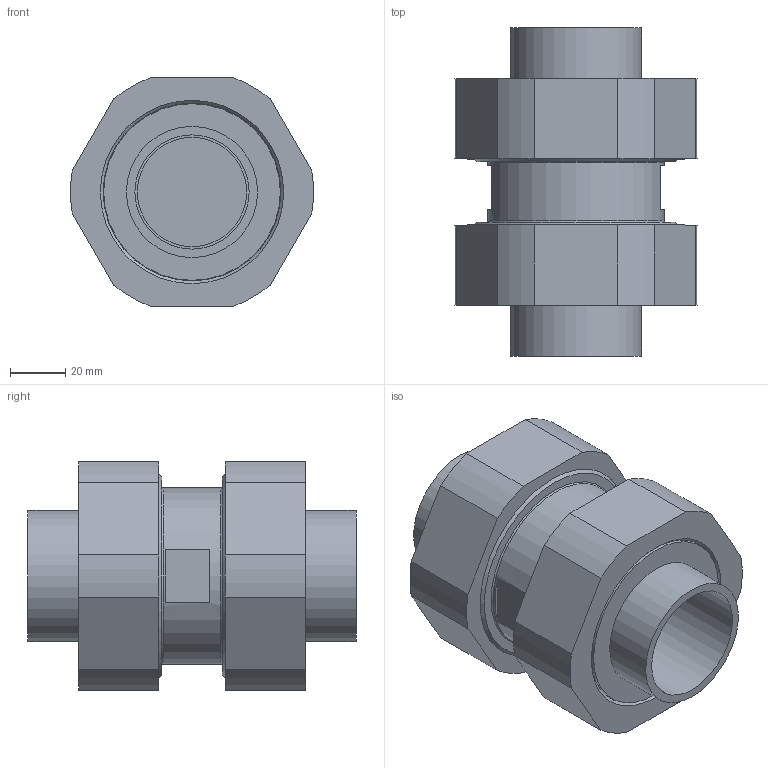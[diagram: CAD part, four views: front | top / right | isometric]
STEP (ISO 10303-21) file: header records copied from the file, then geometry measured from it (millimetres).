
FILE_DESCRIPTION(/* description */ (''),/* implementation_level */ '2;1');
FILE_NAME(/* name */ '304789A_Simplify_1.stp',/* time_stamp */ '2025-08-20T14:48:29-05:00',/* author */ ('ischreiner'),/* organization */ (''),/* preprocessor_version */ 'ST-DEVELOPER v20',/* originating_system */ 'Autodesk Inventor 2025',/* authorisation */ '');
FILE_SCHEMA (('AUTOMOTIVE_DESIGN { 1 0 10303 214 3 1 1 }'));
Length unit declared in the file: inch
Products named in the file (1): 304789A_Simplify_1
Bounding box: 87.99 x 118.96 x 82.8 mm (x, y, z)
Volume: 405248.1 mm3; surface area: 91530.6 mm2
Topology: 5 solids, 5 shells, 81 faces, 165 edges, 106 vertices
Faces by surface type: plane 38, cylinder 31, cone 10, torus 2
Full cylindrical faces by diameter (mm): 39.624 x2, 41.402 x2, 47.498 x2, 64 x1, 64.008 x2, 64.389 x2, 72 x2, 72.136 x2, 72.238 x2, 74.9 x2
Entity records: 2299 total; most frequent: DIRECTION 409, CARTESIAN_POINT 353, ORIENTED_EDGE 330, EDGE_CURVE 165, AXIS2_PLACEMENT_3D 162, VERTEX_POINT 106, EDGE_LOOP 101, STYLED_ITEM 86
